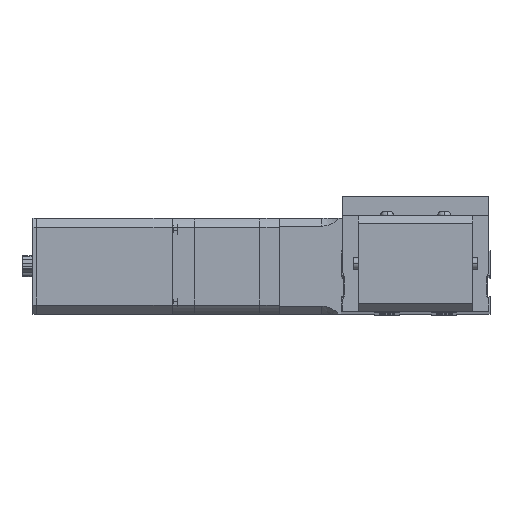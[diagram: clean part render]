
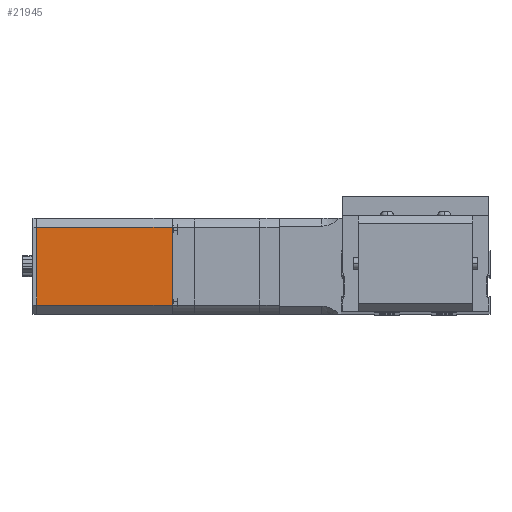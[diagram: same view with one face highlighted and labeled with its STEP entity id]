
A CAD part, top view. The second image highlights one B-rep face of the part: STEP entity #21945.
In plain terms, the highlighted face is planar.
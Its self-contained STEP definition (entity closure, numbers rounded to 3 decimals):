
#315 = VECTOR ( 'NONE', #23422, 1000. ) ;
#352 = PLANE ( 'NONE',  #12136 ) ;
#1729 = LINE ( 'NONE', #29149, #315 ) ;
#2326 = DIRECTION ( 'NONE',  ( 0., 1., 0. ) ) ;
#3249 = LINE ( 'NONE', #28206, #14347 ) ;
#3323 = ORIENTED_EDGE ( 'NONE', *, *, #25090, .F. ) ;
#5418 = LINE ( 'NONE', #22702, #8612 ) ;
#5496 = ORIENTED_EDGE ( 'NONE', *, *, #21407, .T. ) ;
#5697 = VERTEX_POINT ( 'NONE', #30393 ) ;
#6158 = LINE ( 'NONE', #23418, #11181 ) ;
#7572 = DIRECTION ( 'NONE',  ( 1., 0., 0. ) ) ;
#8046 = DIRECTION ( 'NONE',  ( 0., 1., 0. ) ) ;
#8612 = VECTOR ( 'NONE', #2326, 1000. ) ;
#8677 = ORIENTED_EDGE ( 'NONE', *, *, #30634, .T. ) ;
#10799 = VERTEX_POINT ( 'NONE', #11876 ) ;
#11181 = VECTOR ( 'NONE', #11539, 1000. ) ;
#11539 = DIRECTION ( 'NONE',  ( 0., 1., 0. ) ) ;
#11876 = CARTESIAN_POINT ( 'NONE',  ( -31., -17., -106.25 ) ) ;
#12136 = AXIS2_PLACEMENT_3D ( 'NONE', #25614, #7572, #8046 ) ;
#13701 = VERTEX_POINT ( 'NONE', #22433 ) ;
#14347 = VECTOR ( 'NONE', #27911, 1000. ) ;
#15764 = ORIENTED_EDGE ( 'NONE', *, *, #23940, .F. ) ;
#21407 = EDGE_CURVE ( 'NONE', #10799, #13701, #1729, .T. ) ;
#21945 = ADVANCED_FACE ( 'NONE', ( #27466 ), #352, .F. ) ;
#22433 = CARTESIAN_POINT ( 'NONE',  ( -31., -17., -47. ) ) ;
#22702 = CARTESIAN_POINT ( 'NONE',  ( -31., 17., -106.25 ) ) ;
#23418 = CARTESIAN_POINT ( 'NONE',  ( -31., 17., -47. ) ) ;
#23422 = DIRECTION ( 'NONE',  ( 0., 0., 1. ) ) ;
#23938 = CARTESIAN_POINT ( 'NONE',  ( -31., 17., -106.25 ) ) ;
#23940 = EDGE_CURVE ( 'NONE', #24550, #5697, #3249, .T. ) ;
#24550 = VERTEX_POINT ( 'NONE', #23938 ) ;
#25090 = EDGE_CURVE ( 'NONE', #10799, #24550, #5418, .T. ) ;
#25614 = CARTESIAN_POINT ( 'NONE',  ( -31., 17., -106.25 ) ) ;
#25856 = EDGE_LOOP ( 'NONE', ( #8677, #15764, #3323, #5496 ) ) ;
#27466 = FACE_OUTER_BOUND ( 'NONE', #25856, .T. ) ;
#27911 = DIRECTION ( 'NONE',  ( 0., 0., 1. ) ) ;
#28206 = CARTESIAN_POINT ( 'NONE',  ( -31., 17., -106.25 ) ) ;
#29149 = CARTESIAN_POINT ( 'NONE',  ( -31., -17., -106.25 ) ) ;
#30393 = CARTESIAN_POINT ( 'NONE',  ( -31., 17., -47. ) ) ;
#30634 = EDGE_CURVE ( 'NONE', #13701, #5697, #6158, .T. ) ;
